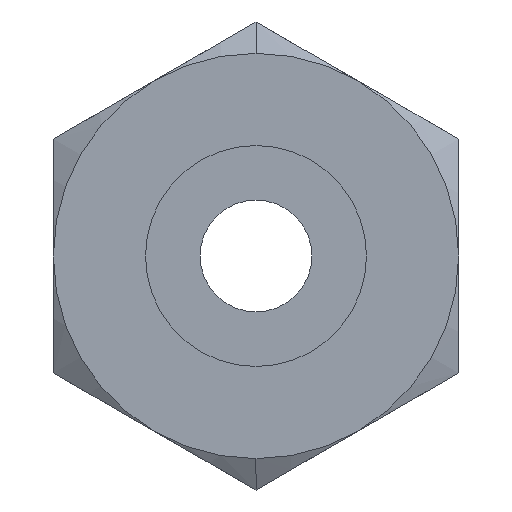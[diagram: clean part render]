
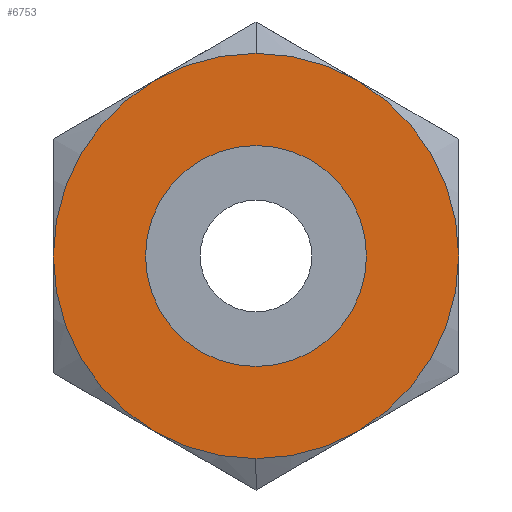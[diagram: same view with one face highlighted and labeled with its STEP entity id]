
A CAD part, left-side view. The second image highlights one B-rep face of the part: STEP entity #6753.
In plain terms, the highlighted planar face has unit normal (-1, 0, 0).
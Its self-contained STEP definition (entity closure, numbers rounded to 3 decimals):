
#130 = AXIS2_PLACEMENT_3D ( 'NONE', #2564, #3671, #797 ) ;
#200 = PLANE ( 'NONE',  #7239 ) ;
#305 = ORIENTED_EDGE ( 'NONE', *, *, #7198, .F. ) ;
#485 = DIRECTION ( 'NONE',  ( 1., 0., 0. ) ) ;
#544 = EDGE_CURVE ( 'NONE', #2156, #7000, #7146, .T. ) ;
#556 = EDGE_LOOP ( 'NONE', ( #305, #6512 ) ) ;
#772 = FACE_OUTER_BOUND ( 'NONE', #556, .T. ) ;
#797 = DIRECTION ( 'NONE',  ( 0., 0., 1. ) ) ;
#914 = EDGE_CURVE ( 'NONE', #7000, #2156, #1564, .T. ) ;
#1338 = CARTESIAN_POINT ( 'NONE',  ( 0., 0., 4.76 ) ) ;
#1564 = CIRCLE ( 'NONE', #5421, 4.76 ) ;
#1671 = CARTESIAN_POINT ( 'NONE',  ( 0., 0., 8.73 ) ) ;
#1867 = FACE_BOUND ( 'NONE', #6862, .T. ) ;
#1941 = DIRECTION ( 'NONE',  ( 0., 0., 1. ) ) ;
#2156 = VERTEX_POINT ( 'NONE', #1338 ) ;
#2286 = AXIS2_PLACEMENT_3D ( 'NONE', #3643, #4326, #4289 ) ;
#2564 = CARTESIAN_POINT ( 'NONE',  ( 0., 0., 0. ) ) ;
#2820 = CARTESIAN_POINT ( 'NONE',  ( 0., 0., 0. ) ) ;
#3056 = CIRCLE ( 'NONE', #3793, 8.73 ) ;
#3233 = CARTESIAN_POINT ( 'NONE',  ( 0., 0., -4.76 ) ) ;
#3238 = DIRECTION ( 'NONE',  ( 0., 0., -1. ) ) ;
#3509 = DIRECTION ( 'NONE',  ( 0., 0., -1. ) ) ;
#3531 = CARTESIAN_POINT ( 'NONE',  ( 0., 0., 4.365 ) ) ;
#3643 = CARTESIAN_POINT ( 'NONE',  ( 0., 0., 0. ) ) ;
#3671 = DIRECTION ( 'NONE',  ( 1., 0., 0. ) ) ;
#3793 = AXIS2_PLACEMENT_3D ( 'NONE', #2820, #485, #3509 ) ;
#3825 = ORIENTED_EDGE ( 'NONE', *, *, #544, .T. ) ;
#4132 = CARTESIAN_POINT ( 'NONE',  ( 0., 0., -8.73 ) ) ;
#4239 = VERTEX_POINT ( 'NONE', #1671 ) ;
#4289 = DIRECTION ( 'NONE',  ( 0., 0., 1. ) ) ;
#4326 = DIRECTION ( 'NONE',  ( 1., 0., 0. ) ) ;
#4704 = DIRECTION ( 'NONE',  ( -1., 0., 0. ) ) ;
#5357 = EDGE_CURVE ( 'NONE', #7114, #4239, #3056, .T. ) ;
#5421 = AXIS2_PLACEMENT_3D ( 'NONE', #6156, #5554, #3238 ) ;
#5554 = DIRECTION ( 'NONE',  ( 1., 0., 0. ) ) ;
#6156 = CARTESIAN_POINT ( 'NONE',  ( 0., 0., 0. ) ) ;
#6160 = ORIENTED_EDGE ( 'NONE', *, *, #914, .T. ) ;
#6512 = ORIENTED_EDGE ( 'NONE', *, *, #5357, .F. ) ;
#6643 = CIRCLE ( 'NONE', #2286, 8.73 ) ;
#6753 = ADVANCED_FACE ( 'NONE', ( #1867, #772 ), #200, .T. ) ;
#6862 = EDGE_LOOP ( 'NONE', ( #6160, #3825 ) ) ;
#7000 = VERTEX_POINT ( 'NONE', #3233 ) ;
#7114 = VERTEX_POINT ( 'NONE', #4132 ) ;
#7146 = CIRCLE ( 'NONE', #130, 4.76 ) ;
#7198 = EDGE_CURVE ( 'NONE', #4239, #7114, #6643, .T. ) ;
#7239 = AXIS2_PLACEMENT_3D ( 'NONE', #3531, #4704, #1941 ) ;
